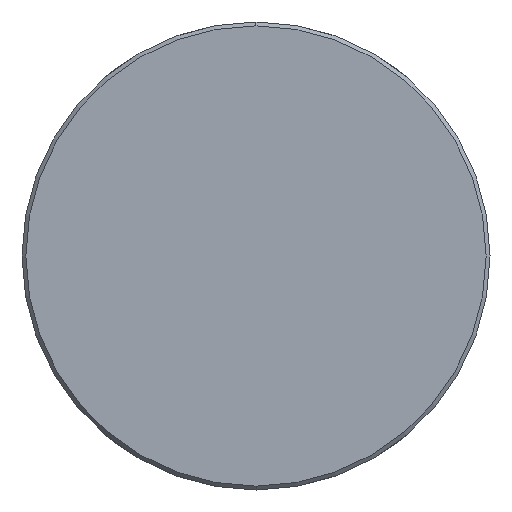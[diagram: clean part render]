
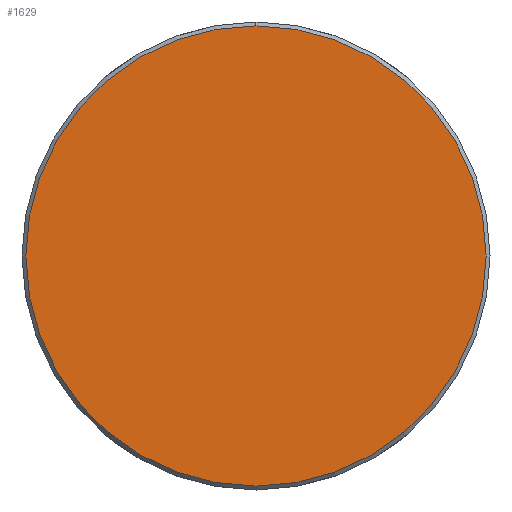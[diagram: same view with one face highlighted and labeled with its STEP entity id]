
A CAD part, left-side view. The second image highlights one B-rep face of the part: STEP entity #1629.
In plain terms, the highlighted planar face has unit normal (-1, 0, 0).
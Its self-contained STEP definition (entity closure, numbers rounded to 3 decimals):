
#104 = DIRECTION ( 'NONE',  ( -1., 0., 0. ) ) ;
#301 = DIRECTION ( 'NONE',  ( 0., -1., 0. ) ) ;
#403 = DIRECTION ( 'NONE',  ( -1., 0., 0. ) ) ;
#453 = CIRCLE ( 'NONE', #520, 59. ) ;
#483 = AXIS2_PLACEMENT_3D ( 'NONE', #1365, #686, #301 ) ;
#520 = AXIS2_PLACEMENT_3D ( 'NONE', #1110, #403, #2010 ) ;
#583 = CARTESIAN_POINT ( 'NONE',  ( -154.25, 0., 59. ) ) ;
#626 = EDGE_CURVE ( 'NONE', #1904, #1987, #1784, .T. ) ;
#654 = DIRECTION ( 'NONE',  ( 0., 0., -1. ) ) ;
#686 = DIRECTION ( 'NONE',  ( -1., 0., 0. ) ) ;
#998 = CARTESIAN_POINT ( 'NONE',  ( -154.25, 0., 0. ) ) ;
#1106 = EDGE_LOOP ( 'NONE', ( #1927, #1347 ) ) ;
#1110 = CARTESIAN_POINT ( 'NONE',  ( -154.25, 0., 0. ) ) ;
#1120 = CARTESIAN_POINT ( 'NONE',  ( -154.25, 0., -59. ) ) ;
#1347 = ORIENTED_EDGE ( 'NONE', *, *, #626, .T. ) ;
#1365 = CARTESIAN_POINT ( 'NONE',  ( -154.25, 59.708, -59.708 ) ) ;
#1629 = ADVANCED_FACE ( 'NONE', ( #1810 ), #2291, .T. ) ;
#1725 = AXIS2_PLACEMENT_3D ( 'NONE', #998, #104, #654 ) ;
#1784 = CIRCLE ( 'NONE', #1725, 59. ) ;
#1810 = FACE_OUTER_BOUND ( 'NONE', #1106, .T. ) ;
#1881 = EDGE_CURVE ( 'NONE', #1987, #1904, #453, .T. ) ;
#1904 = VERTEX_POINT ( 'NONE', #583 ) ;
#1927 = ORIENTED_EDGE ( 'NONE', *, *, #1881, .T. ) ;
#1987 = VERTEX_POINT ( 'NONE', #1120 ) ;
#2010 = DIRECTION ( 'NONE',  ( 0., 0., -1. ) ) ;
#2291 = PLANE ( 'NONE',  #483 ) ;
